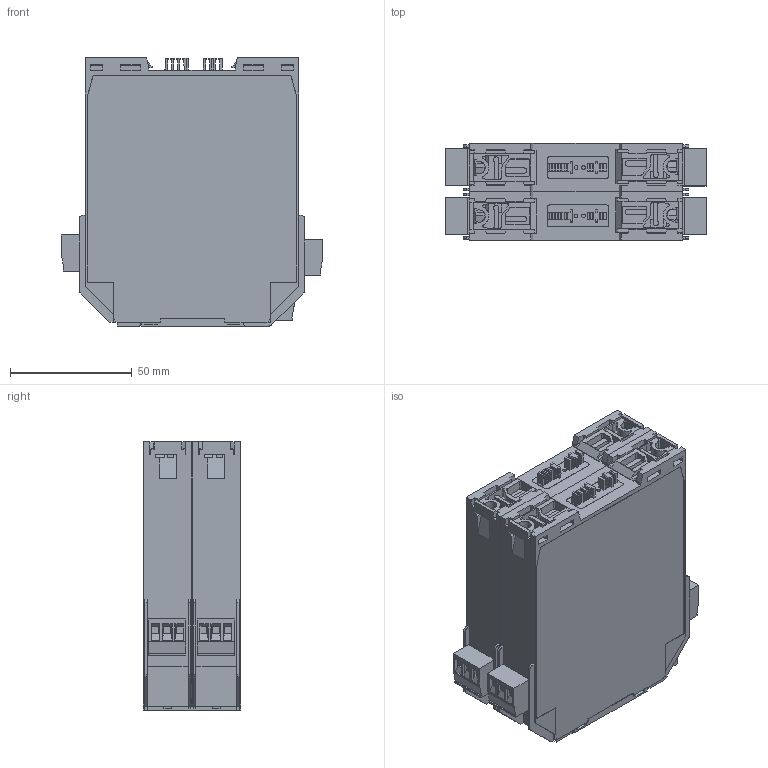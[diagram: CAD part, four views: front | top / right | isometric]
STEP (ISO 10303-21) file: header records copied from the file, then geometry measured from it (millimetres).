
FILE_DESCRIPTION((''),'2;1');
FILE_NAME('CAD-8661_SCHRUMPF_ASM','2023-04-25T06:58:22',('creinig-se'),(''),'CREO PARAMETRIC BY PTC INC, 2022284','CREO PARAMETRIC BY PTC INC, 2022284','');
FILE_SCHEMA(('CONFIG_CONTROL_DESIGN','SHAPE_APPEARANCE_LAYERS_GROUPS'));
Length unit declared in the file: millimetre
Products named in the file (5): CAD-8661_20IGER_2_SW0001; CAD-7210_MSTB_2_5-HC-3-ST-5; CAD-7210_K-SYS-SPRING-CONTACT; CAD-8656_COVER; CAD-8661_SCHRUMPF_ASM
Assembly tree (11 placements, depth 2):
  CAD-8661_SCHRUMPF_ASM
    CAD-8661_20IGER_2_SW0001  x2
    CAD-7210_MSTB_2_5-HC-3-ST-5  x6
    CAD-7210_K-SYS-SPRING-CONTACT  x2
    CAD-8656_COVER
Bounding box: 107.3 x 40 x 110 mm (x, y, z)
Volume: 366260.5 mm3; surface area: 78997.3 mm2
Topology: 11 solids, 11 shells, 2926 faces, 8202 edges, 5181 vertices
Faces by surface type: plane 2182, cylinder 608, bspline 136
Entity records: 42421 total; most frequent: CARTESIAN_POINT 7005, ORIENTED_EDGE 5742, DIRECTION 5320, EDGE_CURVE 2871, VECTOR 2366, LINE 2366, PRESENTATION_STYLE_ASSIGNMENT 2143, STYLED_ITEM 2143
